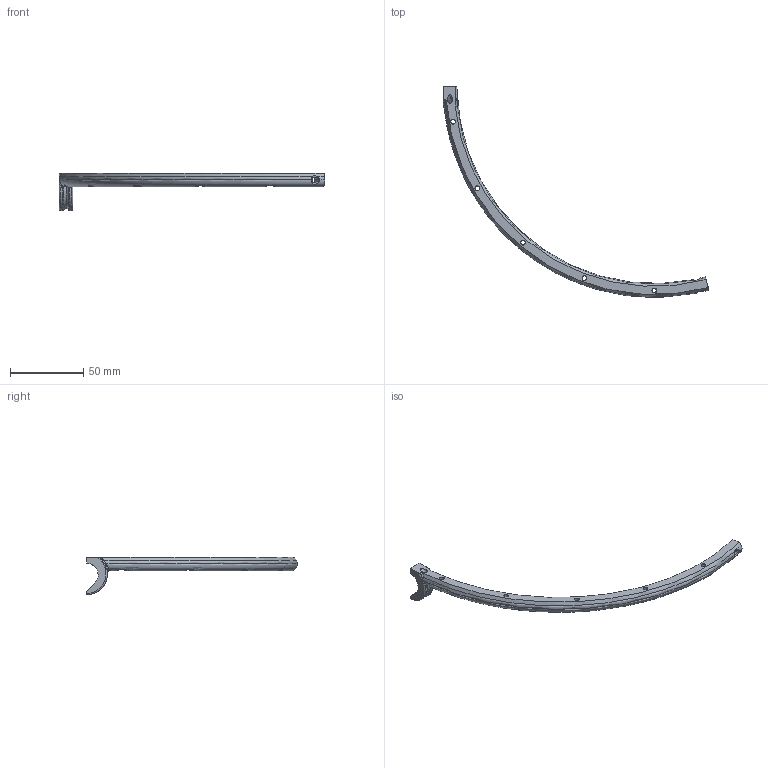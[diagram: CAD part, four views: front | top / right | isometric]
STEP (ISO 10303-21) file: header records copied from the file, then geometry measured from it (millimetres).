
FILE_DESCRIPTION (( 'STEP AP214' ), '1' );
FILE_NAME ('2021 08-05 SSS VRC NXP Prop Guard (Stator Mount - Right).STEP', '2021-09-28T17:44:30', ( '' ), ( '' ), 'SwSTEP 2.0', 'SolidWorks 2021', '' );
FILE_SCHEMA (( 'AUTOMOTIVE_DESIGN' ));
Length unit declared in the file: inch
Products named in the file (1): 2021 08-05 SSS VRC NXP Prop Guard (Stator Mount - Right)
Bounding box: 181.85 x 144.15 x 25.78 mm (x, y, z)
Volume: 18843.2 mm3; surface area: 9145 mm2
Topology: 1 solids, 1 shells, 161 faces, 389 edges, 231 vertices
Faces by surface type: bspline 55, torus 39, cylinder 27, cone 23, plane 17
Entity records: 8005 total; most frequent: CARTESIAN_POINT 4457, ORIENTED_EDGE 774, DIRECTION 645, EDGE_CURVE 387, AXIS2_PLACEMENT_3D 293, VERTEX_POINT 231, CIRCLE 186, EDGE_LOOP 178
